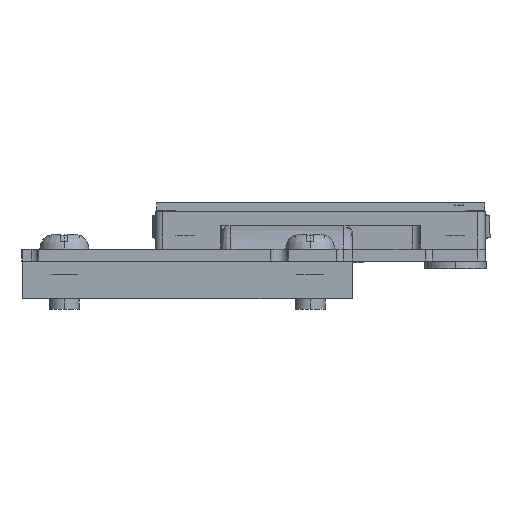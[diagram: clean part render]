
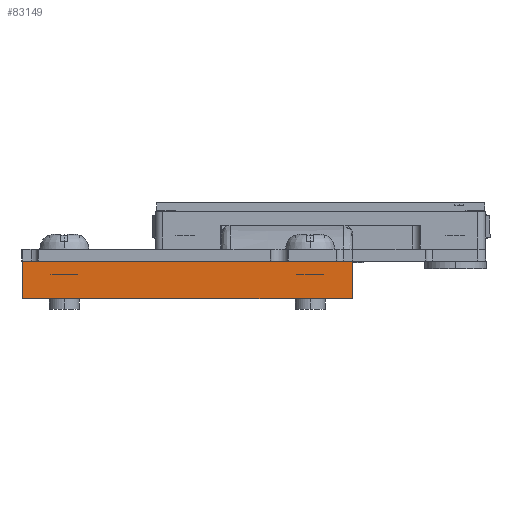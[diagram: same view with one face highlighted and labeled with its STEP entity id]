
A CAD part, front view. The second image highlights one B-rep face of the part: STEP entity #83149.
In plain terms, the highlighted face is planar.
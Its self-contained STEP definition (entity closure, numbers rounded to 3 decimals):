
#83100 = VERTEX_POINT('',#83101);
#83101 = CARTESIAN_POINT('',(0.,0.,0.));
#83107 = EDGE_CURVE('',#83108,#83100,#83110,.T.);
#83108 = VERTEX_POINT('',#83109);
#83109 = CARTESIAN_POINT('',(0.,2.5,0.));
#83110 = LINE('',#83111,#83112);
#83111 = CARTESIAN_POINT('',(0.,1.,0.));
#83112 = VECTOR('',#83113,1.);
#83113 = DIRECTION('',(0.,-1.,0.));
#83149 = ADVANCED_FACE('',(#83150),#83175,.F.);
#83150 = FACE_BOUND('',#83151,.T.);
#83151 = EDGE_LOOP('',(#83152,#83160,#83168,#83174));
#83152 = ORIENTED_EDGE('',*,*,#83153,.T.);
#83153 = EDGE_CURVE('',#83100,#83154,#83156,.T.);
#83154 = VERTEX_POINT('',#83155);
#83155 = CARTESIAN_POINT('',(-22.,0.,0.));
#83156 = LINE('',#83157,#83158);
#83157 = CARTESIAN_POINT('',(0.,0.,0.));
#83158 = VECTOR('',#83159,1.);
#83159 = DIRECTION('',(-1.,0.,0.));
#83160 = ORIENTED_EDGE('',*,*,#83161,.F.);
#83161 = EDGE_CURVE('',#83162,#83154,#83164,.T.);
#83162 = VERTEX_POINT('',#83163);
#83163 = CARTESIAN_POINT('',(-22.,2.5,0.));
#83164 = LINE('',#83165,#83166);
#83165 = CARTESIAN_POINT('',(-22.,1.,0.));
#83166 = VECTOR('',#83167,1.);
#83167 = DIRECTION('',(0.,-1.,0.));
#83168 = ORIENTED_EDGE('',*,*,#83169,.F.);
#83169 = EDGE_CURVE('',#83108,#83162,#83170,.T.);
#83170 = LINE('',#83171,#83172);
#83171 = CARTESIAN_POINT('',(-22.,2.5,0.));
#83172 = VECTOR('',#83173,1.);
#83173 = DIRECTION('',(-1.,0.,0.));
#83174 = ORIENTED_EDGE('',*,*,#83107,.T.);
#83175 = PLANE('',#83176);
#83176 = AXIS2_PLACEMENT_3D('',#83177,#83178,#83179);
#83177 = CARTESIAN_POINT('',(0.,1.,0.));
#83178 = DIRECTION('',(0.,0.,1.));
#83179 = DIRECTION('',(1.,0.,0.));
